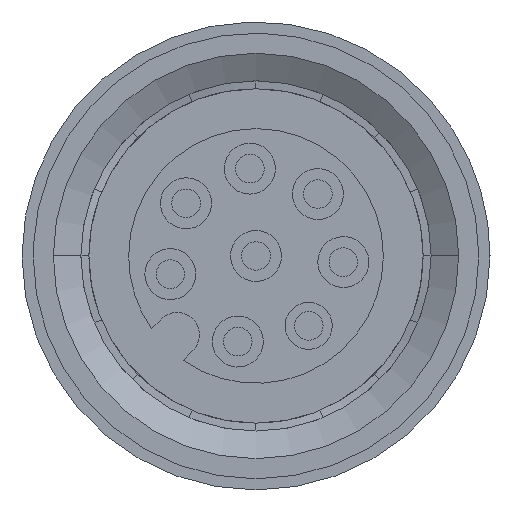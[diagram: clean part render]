
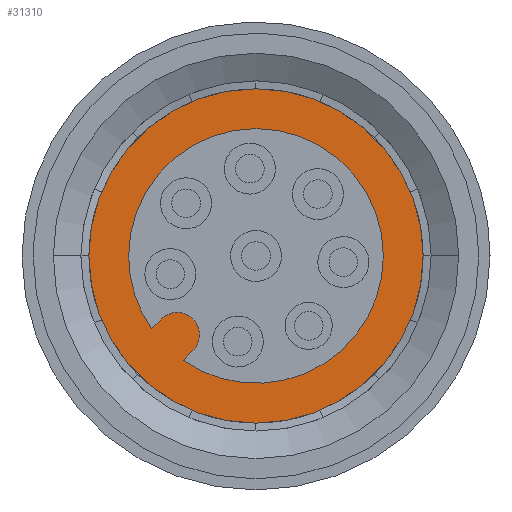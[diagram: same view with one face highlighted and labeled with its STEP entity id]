
A CAD part, left-side view. The second image highlights one B-rep face of the part: STEP entity #31310.
In plain terms, the highlighted face is planar.
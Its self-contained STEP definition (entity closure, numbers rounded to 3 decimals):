
#11110=CARTESIAN_POINT('',(20.854,36.739,
-1.));
#11120=DIRECTION('',(0.,0.,-1.));
#11130=DIRECTION('',(0.,1.,
0.));
#11140=AXIS2_PLACEMENT_3D('',#11110,#11120,#11130);
#11150=CIRCLE('',#11140,0.7);
#11160=CARTESIAN_POINT('',(21.554,36.739,
-1.));
#11170=VERTEX_POINT('',#11160);
#11180=CARTESIAN_POINT('',(20.854,36.039,
-1.));
#11190=VERTEX_POINT('',#11180);
#11200=EDGE_CURVE('',#11170,#11190,#11150,.T.);
#14510=CARTESIAN_POINT('',(17.141,36.951,
-1.));
#14520=VERTEX_POINT('',#14510);
#14550=CARTESIAN_POINT('',(20.854,33.239,
-1.));
#14560=DIRECTION('',(0.,0.,-1.));
#14570=DIRECTION('',(-0.707,0.707,
0.));
#14580=AXIS2_PLACEMENT_3D('',#14550,#14560,#14570);
#14590=CIRCLE('',#14580,5.25);
#14600=CARTESIAN_POINT('',(24.566,29.527,
-1.));
#14610=VERTEX_POINT('',#14600);
#14620=EDGE_CURVE('',#14520,#14610,#14590,.T.);
#19200=CARTESIAN_POINT('',(20.154,36.739,
-1.));
#19210=VERTEX_POINT('',#19200);
#19240=CARTESIAN_POINT('',(20.154,29.281,
-1.));
#19250=DIRECTION('',(0.,1.,
0.));
#19260=VECTOR('',#19250,1.);
#19270=LINE('',#19240,#19260);
#19280=CARTESIAN_POINT('',(20.154,37.177,
-1.));
#19290=VERTEX_POINT('',#19280);
#19300=EDGE_CURVE('',#19210,#19290,#19270,.T.);
#23300=CARTESIAN_POINT('',(21.554,37.177,
-1.));
#23310=VERTEX_POINT('',#23300);
#23340=CARTESIAN_POINT('',(21.554,27.881,
-1.));
#23350=DIRECTION('',(0.,-1.,
0.));
#23360=VECTOR('',#23350,1.);
#23370=LINE('',#23340,#23360);
#23380=EDGE_CURVE('',#23310,#11170,#23370,.T.);
#27130=CARTESIAN_POINT('',(23.682,30.411,
-1.));
#27140=VERTEX_POINT('',#27130);
#27170=CARTESIAN_POINT('',(20.854,33.239,
-1.));
#27180=DIRECTION('',(0.,0.,1.));
#27190=DIRECTION('',(0.707,-0.707,
0.));
#27200=AXIS2_PLACEMENT_3D('',#27170,#27180,#27190);
#27210=CIRCLE('',#27200,4.);
#27220=EDGE_CURVE('',#27140,#23310,#27210,.T.);
#31070=CARTESIAN_POINT('',(18.67,33.161,
-1.));
#31080=DIRECTION('',(0.,0.,-1.));
#31090=DIRECTION('',(-0.707,-0.707,
0.));
#31100=AXIS2_PLACEMENT_3D('',#31070,#31080,#31090);
#31110=PLANE('',#31100);
#31120=ORIENTED_EDGE('',*,*,#11200,.T.);
#31130=ORIENTED_EDGE('',*,*,#23380,.T.);
#31140=ORIENTED_EDGE('',*,*,#27220,.T.);
#31150=CARTESIAN_POINT('',(18.025,36.068,
-1.));
#31160=VERTEX_POINT('',#31150);
#31170=EDGE_CURVE('',#31160,#27140,#27210,.T.);
#31180=ORIENTED_EDGE('',*,*,#31170,.T.);
#31190=EDGE_CURVE('',#19290,#31160,#27210,.T.);
#31200=ORIENTED_EDGE('',*,*,#31190,.T.);
#31210=ORIENTED_EDGE('',*,*,#19300,.T.);
#31220=EDGE_CURVE('',#11190,#19210,#11150,.T.);
#31230=ORIENTED_EDGE('',*,*,#31220,.T.);
#31240=EDGE_LOOP('',(#31230,#31210,#31200,#31180,#31140,#31130,#31120));
#31250=FACE_BOUND('',#31240,.T.);
#31260=EDGE_CURVE('',#14610,#14520,#14590,.T.);
#31270=ORIENTED_EDGE('',*,*,#31260,.T.);
#31280=ORIENTED_EDGE('',*,*,#14620,.T.);
#31290=EDGE_LOOP('',(#31280,#31270));
#31300=FACE_OUTER_BOUND('',#31290,.T.);
#31310=ADVANCED_FACE('',(#31250,#31300),#31110,.T.);
